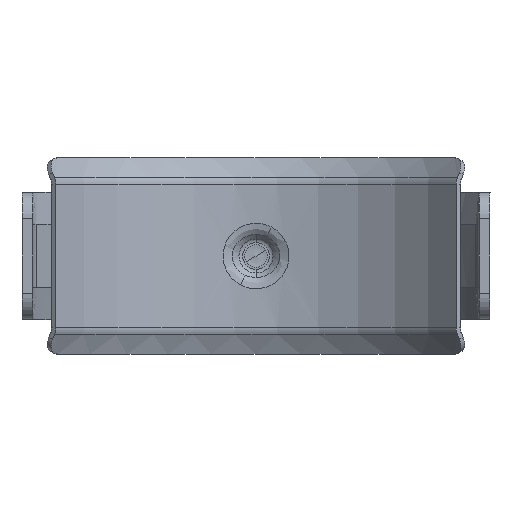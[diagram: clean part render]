
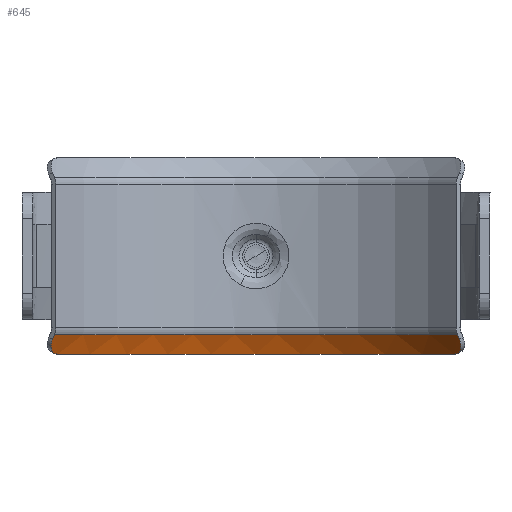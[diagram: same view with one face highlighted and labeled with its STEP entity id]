
A CAD part, front view. The second image highlights one B-rep face of the part: STEP entity #645.
In plain terms, the highlighted conical face has half-angle 25 degrees and reference radius 47.781 mm.
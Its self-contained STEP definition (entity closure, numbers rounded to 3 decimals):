
#7 = ORIENTED_EDGE ( 'NONE', *, *, #4741, .T. ) ;
#42 = CARTESIAN_POINT ( 'NONE',  ( -37.907, -32.413, -14.768 ) ) ;
#64 = ORIENTED_EDGE ( 'NONE', *, *, #4198, .F. ) ;
#78 = EDGE_LOOP ( 'NONE', ( #2155, #2427, #652, #7, #64, #2402 ) ) ;
#90 = CARTESIAN_POINT ( 'NONE',  ( 38.195, -30.245, -18.139 ) ) ;
#286 = CARTESIAN_POINT ( 'NONE',  ( -33.38, -35.887, -2.53 ) ) ;
#312 = CARTESIAN_POINT ( 'NONE',  ( 33.38, -35.887, -2.53 ) ) ;
#481 = VERTEX_POINT ( 'NONE', #42 ) ;
#491 = CARTESIAN_POINT ( 'NONE',  ( -38.269, -32.135, -15.745 ) ) ;
#644 = CARTESIAN_POINT ( 'NONE',  ( 38.39, -30.718, -17.824 ) ) ;
#645 = ADVANCED_FACE ( 'NONE', ( #4465 ), #2366, .F. ) ;
#652 = ORIENTED_EDGE ( 'NONE', *, *, #3257, .F. ) ;
#711 = VECTOR ( 'NONE', #5351, 1000. ) ;
#832 = DIRECTION ( 'NONE',  ( -0.335, 0.257, -0.906 ) ) ;
#849 = VERTEX_POINT ( 'NONE', #2256 ) ;
#893 = CARTESIAN_POINT ( 'NONE',  ( -38.391, -32.016, -16.107 ) ) ;
#1022 = VERTEX_POINT ( 'NONE', #4500 ) ;
#1053 = LINE ( 'NONE', #286, #3660 ) ;
#1138 = CARTESIAN_POINT ( 'NONE',  ( 0., -61.5, -14.768 ) ) ;
#1180 = CARTESIAN_POINT ( 'NONE',  ( 38.502, -31.153, -17.432 ) ) ;
#1566 = AXIS2_PLACEMENT_3D ( 'NONE', #1138, #5160, #2694 ) ;
#1601 = EDGE_CURVE ( 'NONE', #3061, #849, #2830, .T. ) ;
#1697 = CARTESIAN_POINT ( 'NONE',  ( 37.338, -28.969, -18.5 ) ) ;
#1725 = CARTESIAN_POINT ( 'NONE',  ( 38.53, -31.538, -16.971 ) ) ;
#1867 = CIRCLE ( 'NONE', #2971, 49.521 ) ;
#2155 = ORIENTED_EDGE ( 'NONE', *, *, #4147, .T. ) ;
#2171 = CARTESIAN_POINT ( 'NONE',  ( -38.502, -31.757, -16.636 ) ) ;
#2212 = CARTESIAN_POINT ( 'NONE',  ( -38.335, -30.567, -17.937 ) ) ;
#2256 = CARTESIAN_POINT ( 'NONE',  ( -37.338, -28.969, -18.5 ) ) ;
#2262 = VERTEX_POINT ( 'NONE', #4666 ) ;
#2275 = CARTESIAN_POINT ( 'NONE',  ( 38.474, -31.852, -16.464 ) ) ;
#2366 = CONICAL_SURFACE ( 'NONE', #1566, 47.781, 0.436 ) ;
#2384 = CARTESIAN_POINT ( 'NONE',  ( -38.502, -31.157, -17.428 ) ) ;
#2402 = ORIENTED_EDGE ( 'NONE', *, *, #2911, .T. ) ;
#2410 = CARTESIAN_POINT ( 'NONE',  ( -37.823, -29.598, -18.412 ) ) ;
#2427 = ORIENTED_EDGE ( 'NONE', *, *, #1601, .T. ) ;
#2428 = CARTESIAN_POINT ( 'NONE',  ( -37.929, -29.762, -18.359 ) ) ;
#2623 = CARTESIAN_POINT ( 'NONE',  ( -38.115, -30.085, -18.222 ) ) ;
#2694 = DIRECTION ( 'NONE',  ( -1., 0., 0. ) ) ;
#2702 = CARTESIAN_POINT ( 'NONE',  ( -38.269, -32.135, -15.745 ) ) ;
#2734 = CARTESIAN_POINT ( 'NONE',  ( 37.821, -29.595, -18.413 ) ) ;
#2755 = CARTESIAN_POINT ( 'NONE',  ( 38.336, -32.083, -15.928 ) ) ;
#2830 = B_SPLINE_CURVE_WITH_KNOTS ( 'NONE', 3,
 ( #2702, #3386, #893, #3383, #2171, #4141, #4641, #2384, #3150, #3724, #2212, #2989, #2623, #2428, #2410, #3920, #4783, #3358 ),
 .UNSPECIFIED., .F., .F.,
 ( 4, 2, 2, 2, 2, 2, 2, 2, 4 ),
 ( 0., 0.001, 0.001, 0.002, 0.002, 0.003, 0.004, 0.004, 0.005 ),
 .UNSPECIFIED. ) ;
#2911 = EDGE_CURVE ( 'NONE', #2262, #481, #3433, .T. ) ;
#2971 = AXIS2_PLACEMENT_3D ( 'NONE', #5712, #5792, #6233 ) ;
#2989 = CARTESIAN_POINT ( 'NONE',  ( -38.196, -30.247, -18.138 ) ) ;
#3061 = VERTEX_POINT ( 'NONE', #491 ) ;
#3150 = CARTESIAN_POINT ( 'NONE',  ( -38.474, -31.015, -17.569 ) ) ;
#3257 = EDGE_CURVE ( 'NONE', #1022, #849, #1867, .T. ) ;
#3269 = CARTESIAN_POINT ( 'NONE',  ( 38.114, -30.084, -18.223 ) ) ;
#3358 = CARTESIAN_POINT ( 'NONE',  ( -37.338, -28.969, -18.5 ) ) ;
#3383 = CARTESIAN_POINT ( 'NONE',  ( -38.473, -31.854, -16.461 ) ) ;
#3386 = CARTESIAN_POINT ( 'NONE',  ( -38.336, -32.083, -15.928 ) ) ;
#3402 = AXIS2_PLACEMENT_3D ( 'NONE', #5996, #6298, #6320 ) ;
#3433 = CIRCLE ( 'NONE', #3402, 47.781 ) ;
#3660 = VECTOR ( 'NONE', #832, 1000. ) ;
#3724 = CARTESIAN_POINT ( 'NONE',  ( -38.39, -30.72, -17.823 ) ) ;
#3759 = CARTESIAN_POINT ( 'NONE',  ( 38.333, -30.562, -17.94 ) ) ;
#3920 = CARTESIAN_POINT ( 'NONE',  ( -37.594, -29.277, -18.482 ) ) ;
#4141 = CARTESIAN_POINT ( 'NONE',  ( -38.53, -31.539, -16.97 ) ) ;
#4147 = EDGE_CURVE ( 'NONE', #481, #3061, #1053, .T. ) ;
#4198 = EDGE_CURVE ( 'NONE', #2262, #6123, #4784, .T. ) ;
#4241 = CARTESIAN_POINT ( 'NONE',  ( 38.474, -31.013, -17.571 ) ) ;
#4465 = FACE_OUTER_BOUND ( 'NONE', #78, .T. ) ;
#4500 = CARTESIAN_POINT ( 'NONE',  ( 37.338, -28.969, -18.5 ) ) ;
#4641 = CARTESIAN_POINT ( 'NONE',  ( -38.53, -31.419, -17.128 ) ) ;
#4666 = CARTESIAN_POINT ( 'NONE',  ( 37.907, -32.413, -14.768 ) ) ;
#4724 = CARTESIAN_POINT ( 'NONE',  ( 37.47, -29.121, -18.5 ) ) ;
#4741 = EDGE_CURVE ( 'NONE', #1022, #6123, #5862, .T. ) ;
#4744 = CARTESIAN_POINT ( 'NONE',  ( 38.53, -31.417, -17.131 ) ) ;
#4783 = CARTESIAN_POINT ( 'NONE',  ( -37.47, -29.121, -18.5 ) ) ;
#4784 = LINE ( 'NONE', #312, #711 ) ;
#4837 = CARTESIAN_POINT ( 'NONE',  ( 38.269, -32.135, -15.745 ) ) ;
#5160 = DIRECTION ( 'NONE',  ( 0., 0., -1. ) ) ;
#5164 = CARTESIAN_POINT ( 'NONE',  ( 38.502, -31.755, -16.639 ) ) ;
#5351 = DIRECTION ( 'NONE',  ( 0.335, 0.257, -0.906 ) ) ;
#5579 = CARTESIAN_POINT ( 'NONE',  ( 37.593, -29.276, -18.482 ) ) ;
#5596 = CARTESIAN_POINT ( 'NONE',  ( 38.391, -32.016, -16.108 ) ) ;
#5712 = CARTESIAN_POINT ( 'NONE',  ( 0., -61.5, -18.5 ) ) ;
#5792 = DIRECTION ( 'NONE',  ( 0., 0., 1. ) ) ;
#5862 = B_SPLINE_CURVE_WITH_KNOTS ( 'NONE', 3,
 ( #1697, #4724, #5579, #2734, #6011, #3269, #90, #3759, #644, #4241, #1180, #4744, #1725, #5164, #2275, #5596, #2755, #6028 ),
 .UNSPECIFIED., .F., .F.,
 ( 4, 2, 2, 2, 2, 2, 2, 2, 4 ),
 ( 0., 0.001, 0.001, 0.002, 0.002, 0.003, 0.004, 0.004, 0.005 ),
 .UNSPECIFIED. ) ;
#5996 = CARTESIAN_POINT ( 'NONE',  ( 0., -61.5, -14.768 ) ) ;
#6011 = CARTESIAN_POINT ( 'NONE',  ( 37.927, -29.759, -18.36 ) ) ;
#6028 = CARTESIAN_POINT ( 'NONE',  ( 38.269, -32.135, -15.745 ) ) ;
#6123 = VERTEX_POINT ( 'NONE', #4837 ) ;
#6233 = DIRECTION ( 'NONE',  ( 1., 0., 0. ) ) ;
#6298 = DIRECTION ( 'NONE',  ( 0., 0., 1. ) ) ;
#6320 = DIRECTION ( 'NONE',  ( 1., 0., 0. ) ) ;
